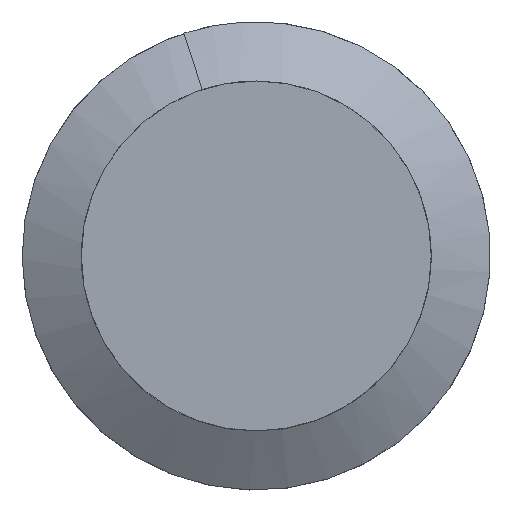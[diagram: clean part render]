
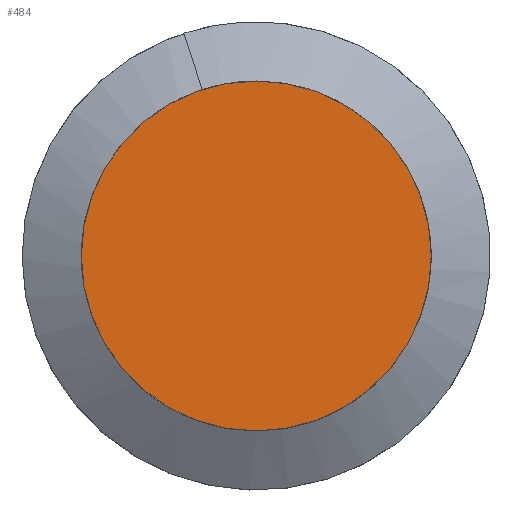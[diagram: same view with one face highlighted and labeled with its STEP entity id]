
A CAD part, front view. The second image highlights one B-rep face of the part: STEP entity #484.
In plain terms, the highlighted planar face has unit normal (0, -1, 0).
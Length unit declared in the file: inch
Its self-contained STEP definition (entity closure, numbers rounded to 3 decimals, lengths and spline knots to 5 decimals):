
#23 = EDGE_LOOP ( 'NONE', ( #755, #242 ) ) ;
#49 = VERTEX_POINT ( 'NONE', #486 ) ;
#72 = FACE_OUTER_BOUND ( 'NONE', #23, .T. ) ;
#187 = CARTESIAN_POINT ( 'NONE',  ( 0., 0., 0.05 ) ) ;
#242 = ORIENTED_EDGE ( 'NONE', *, *, #1120, .F. ) ;
#335 = DIRECTION ( 'NONE',  ( 0., 0., 1. ) ) ;
#339 = AXIS2_PLACEMENT_3D ( 'NONE', #1081, #1567, #851 ) ;
#455 = AXIS2_PLACEMENT_3D ( 'NONE', #875, #1215, #491 ) ;
#484 = ADVANCED_FACE ( 'NONE', ( #72 ), #1553, .F. ) ;
#486 = CARTESIAN_POINT ( 'NONE',  ( 0., 0., -0.05 ) ) ;
#491 = DIRECTION ( 'NONE',  ( 0., 0., 1. ) ) ;
#543 = EDGE_CURVE ( 'NONE', #49, #1180, #833, .T. ) ;
#564 = DIRECTION ( 'NONE',  ( 0., 1., 0. ) ) ;
#621 = CIRCLE ( 'NONE', #455, 0.05 ) ;
#755 = ORIENTED_EDGE ( 'NONE', *, *, #543, .F. ) ;
#833 = CIRCLE ( 'NONE', #339, 0.05 ) ;
#851 = DIRECTION ( 'NONE',  ( 0., 0., 1. ) ) ;
#875 = CARTESIAN_POINT ( 'NONE',  ( 0., 0., 0. ) ) ;
#1081 = CARTESIAN_POINT ( 'NONE',  ( 0., 0., 0. ) ) ;
#1102 = AXIS2_PLACEMENT_3D ( 'NONE', #1186, #564, #335 ) ;
#1120 = EDGE_CURVE ( 'NONE', #1180, #49, #621, .T. ) ;
#1180 = VERTEX_POINT ( 'NONE', #187 ) ;
#1186 = CARTESIAN_POINT ( 'NONE',  ( 0., 0., 0. ) ) ;
#1215 = DIRECTION ( 'NONE',  ( 0., 1., 0. ) ) ;
#1553 = PLANE ( 'NONE',  #1102 ) ;
#1567 = DIRECTION ( 'NONE',  ( 0., 1., 0. ) ) ;
